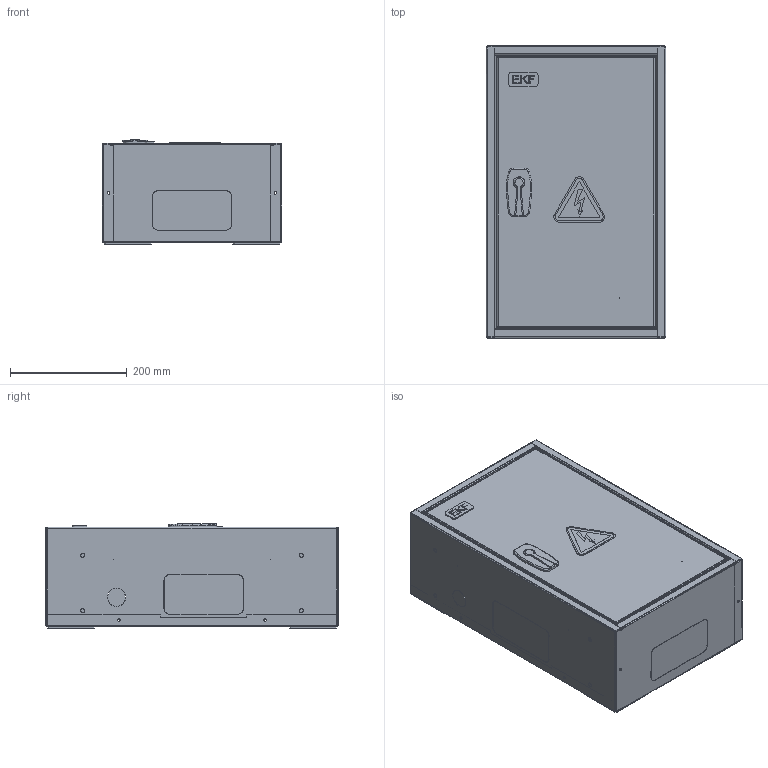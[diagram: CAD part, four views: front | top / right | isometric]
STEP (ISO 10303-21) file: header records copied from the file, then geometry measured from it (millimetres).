
FILE_DESCRIPTION (( 'STEP AP214' ), '1' );
FILE_NAME ('ÐÈÇÓÐ.344247.Ì372 Øêàô ModBox 500x300x170 EKF PROxima (Mod-1-1).STEP', '2019-01-18T12:02:13', ( '' ), ( '' ), 'SwSTEP 2.0', 'SolidWorks 2017', '' );
FILE_SCHEMA (( 'AUTOMOTIVE_DESIGN' ));
Length unit declared in the file: millimetre
Products named in the file (1): ÐÈÇÓÐ.344247.Ì372 Øêàô ModBox 500x300x170 EKF PROxima (Mod-1-1)
Bounding box: 307 x 500 x 179 mm (x, y, z)
Volume: 1128039.3 mm3; surface area: 1920602.6 mm2
Topology: 25 solids, 25 shells, 1669 faces, 4213 edges, 2609 vertices
Faces by surface type: plane 970, cylinder 618, cone 40, bspline 26, torus 15
Entity records: 70142 total; most frequent: CARTESIAN_POINT 10188, DIRECTION 8579, ORIENTED_EDGE 8410, EDGE_CURVE 4205, LINE 2903, VECTOR 2903, AXIS2_PLACEMENT_3D 2838, VERTEX_POINT 2609
